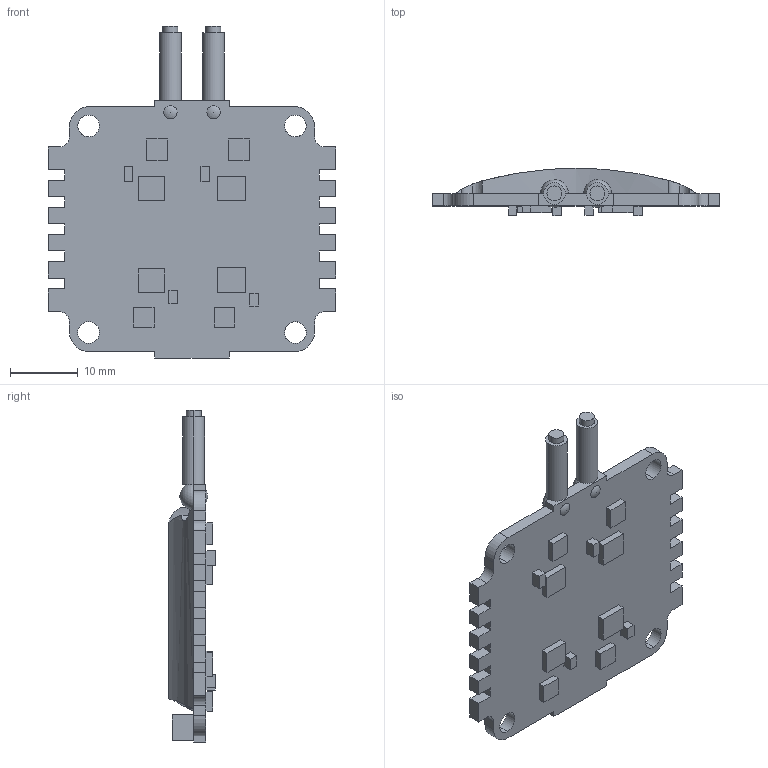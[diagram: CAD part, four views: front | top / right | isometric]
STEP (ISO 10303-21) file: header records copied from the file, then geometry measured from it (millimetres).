
FILE_DESCRIPTION (( 'STEP AP203' ), '1' );
FILE_NAME ('ESC_RACERSTART_33A_V2.STEP', '2017-11-10T11:04:44', ( '' ), ( '' ), 'SwSTEP 2.0', 'SolidWorks 2016', '' );
FILE_SCHEMA (( 'CONFIG_CONTROL_DESIGN' ));
Length unit declared in the file: millimetre
Products named in the file (1): ESC_RACERSTART_33A_V2
Bounding box: 42.5 x 6.92 x 49 mm (x, y, z)
Volume: 5454 mm3; surface area: 4027 mm2
Topology: 1 solids, 1 shells, 181 faces, 497 edges, 330 vertices
Faces by surface type: plane 147, cylinder 24, bspline 6, sphere 4
Entity records: 5823 total; most frequent: CARTESIAN_POINT 1188, ORIENTED_EDGE 970, DIRECTION 876, EDGE_CURVE 485, LINE 412, VECTOR 412, VERTEX_POINT 322, AXIS2_PLACEMENT_3D 232
